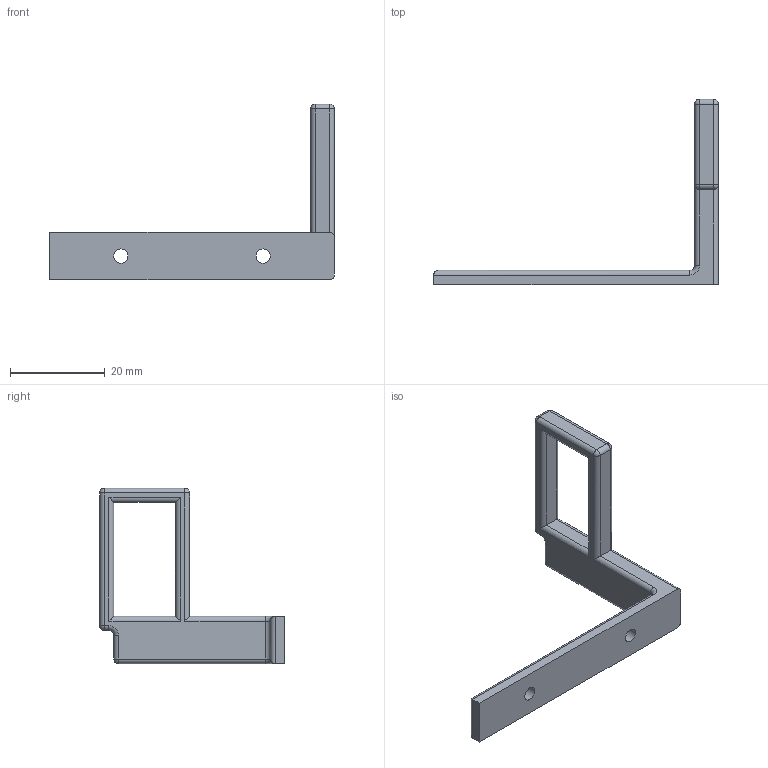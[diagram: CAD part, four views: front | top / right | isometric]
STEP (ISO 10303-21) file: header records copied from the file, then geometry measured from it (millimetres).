
FILE_DESCRIPTION(/* description */ (''),/* implementation_level */ '2;1');
FILE_NAME(/* name */ 'servo holder x1.step',/* time_stamp */ '2022-05-05T21:52:21+02:00',/* author */ (''),/* organization */ (''),/* preprocessor_version */ 'ST-DEVELOPER v18.1',/* originating_system */ 'Autodesk Translation Framework v10.14.0.1471',/* authorisation */ '');
FILE_SCHEMA (('AUTOMOTIVE_DESIGN { 1 0 10303 214 3 1 1 }'));
Length unit declared in the file: millimetre
Products named in the file (1): FusionComponent
Bounding box: 60 x 39 x 37 mm (x, y, z)
Volume: 4340.7 mm3; surface area: 3481.7 mm2
Topology: 1 solids, 1 shells, 59 faces, 130 edges, 73 vertices
Faces by surface type: cylinder 32, plane 16, sphere 7, torus 4
Full cylindrical faces by diameter (mm): 3 x2
Entity records: 1646 total; most frequent: DIRECTION 304, CARTESIAN_POINT 268, ORIENTED_EDGE 260, EDGE_CURVE 130, AXIS2_PLACEMENT_3D 115, LINE 74, VECTOR 74, VERTEX_POINT 73
